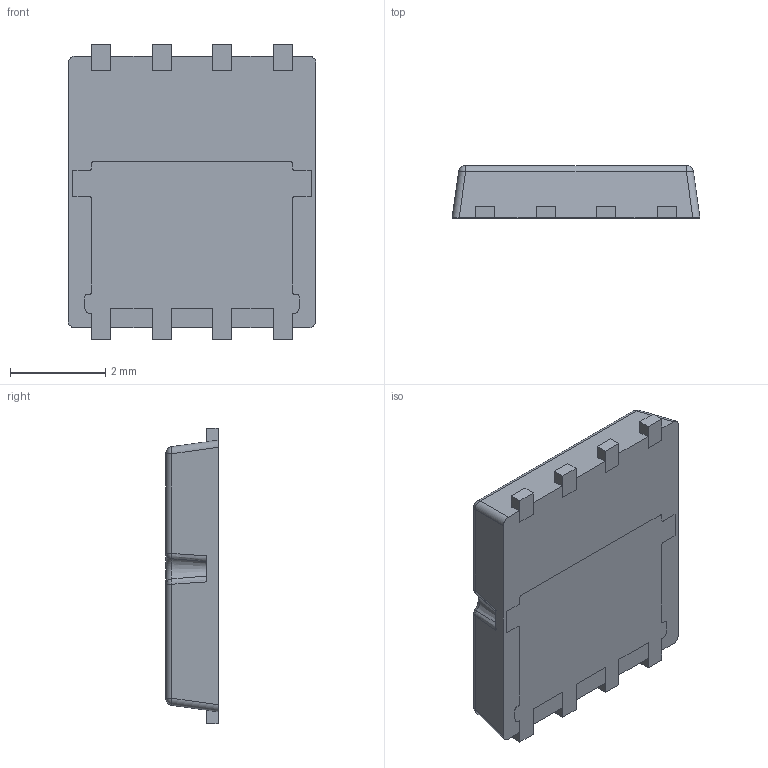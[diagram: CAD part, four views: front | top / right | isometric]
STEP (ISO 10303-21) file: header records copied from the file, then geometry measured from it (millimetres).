
FILE_DESCRIPTION (( 'STEP AP214' ), '1' );
FILE_NAME ('PDFN56-06P-A10C-214.STEP', '2017-12-14T03:26:43', ( 'user' ), ( 'Hewlett-Packard Company' ), 'SwSTEP 2.0', 'SolidWorks 2016', '' );
FILE_SCHEMA (( 'AUTOMOTIVE_DESIGN' ));
Length unit declared in the file: millimetre
Products named in the file (1): PDFN56-06P-A10C-214
Bounding box: 5.2 x 1.1 x 6.2 mm (x, y, z)
Volume: 30.8 mm3; surface area: 121.2 mm2
Topology: 6 solids, 6 shells, 166 faces, 452 edges, 286 vertices
Faces by surface type: plane 116, cylinder 34, sphere 8, bspline 4, torus 2, cone 2
Entity records: 6426 total; most frequent: CARTESIAN_POINT 1047, ORIENTED_EDGE 880, DIRECTION 824, EDGE_CURVE 440, LINE 342, VECTOR 342, VERTEX_POINT 284, AXIS2_PLACEMENT_3D 241
